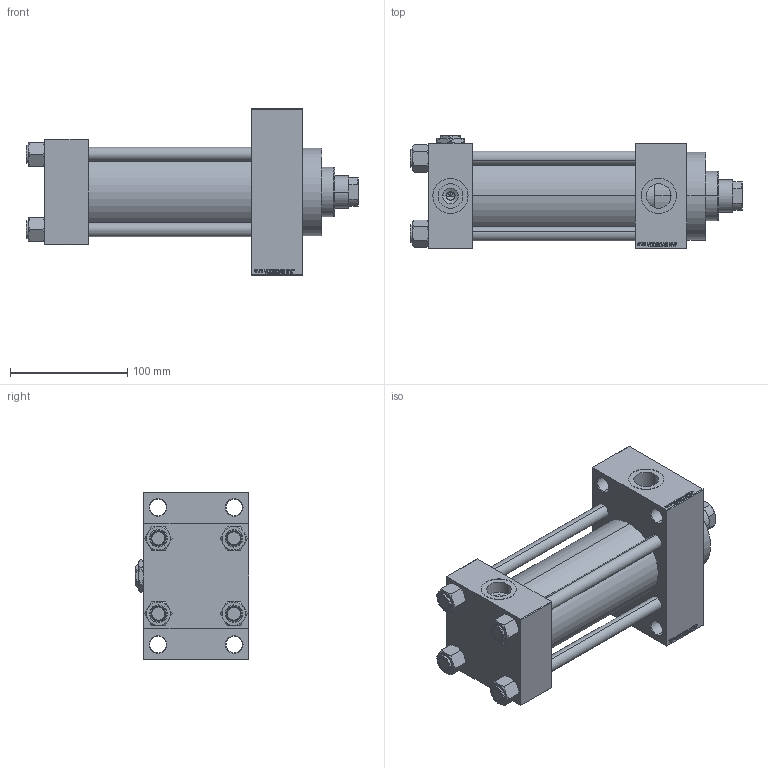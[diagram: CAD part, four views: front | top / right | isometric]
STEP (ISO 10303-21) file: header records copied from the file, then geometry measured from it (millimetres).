
FILE_DESCRIPTION (( 'STEP AP203' ), '1' );
FILE_NAME ('f0ee.STEP', '2023-08-23T08:07:06', ( '' ), ( '' ), 'SwSTEP 2.0', 'SolidWorks 2019', '' );
FILE_SCHEMA (( 'CONFIG_CONTROL_DESIGN' ));
Length unit declared in the file: millimetre
Products named in the file (7): Zatka_pro_OIL_PORT a6ebee72d97cba68e06c704b05362dae; V215CR_VCP_D a6ebee72d97cba68e06c704b05362dae; V215_VC_A a6ebee72d97cba68e06c704b05362dae; f0ee; V215CR_D_TYCINKA a6ebee72d97cba68e06c704b05362dae; NUT_M5_D a6ebee72d97cba68e06c704b05362dae; V215CR_D_Body a6ebee72d97cba68e06c704b05362dae
Assembly tree (12 placements, depth 2):
  f0ee
    V215CR_D_Body a6ebee72d97cba68e06c704b05362dae
    V215CR_VCP_D a6ebee72d97cba68e06c704b05362dae
    NUT_M5_D a6ebee72d97cba68e06c704b05362dae  x4
    V215CR_D_TYCINKA a6ebee72d97cba68e06c704b05362dae  x4
    V215_VC_A a6ebee72d97cba68e06c704b05362dae
    Zatka_pro_OIL_PORT a6ebee72d97cba68e06c704b05362dae
Bounding box: 283 x 97 x 142 mm (x, y, z)
Volume: 1229107.1 mm3; surface area: 255361.4 mm2
Topology: 12 solids, 12 shells, 1156 faces, 2872 edges, 1854 vertices
Faces by surface type: plane 521, bspline 368, cone 164, cylinder 95, torus 8
Entity records: 48971 total; most frequent: CARTESIAN_POINT 25598, ORIENTED_EDGE 5236, DIRECTION 3410, EDGE_CURVE 2618, VERTEX_POINT 1710, VECTOR 1546, LINE 1546, EDGE_LOOP 1172
